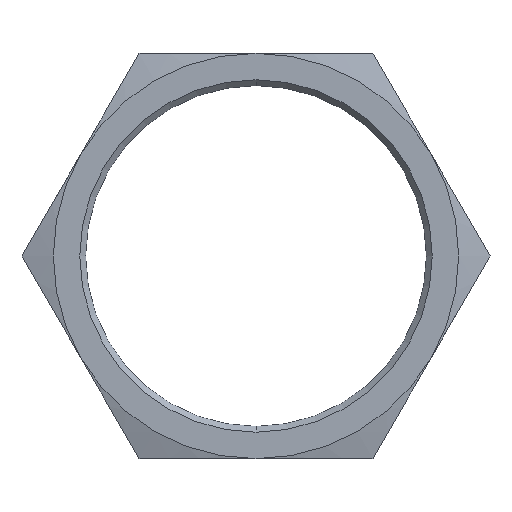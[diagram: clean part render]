
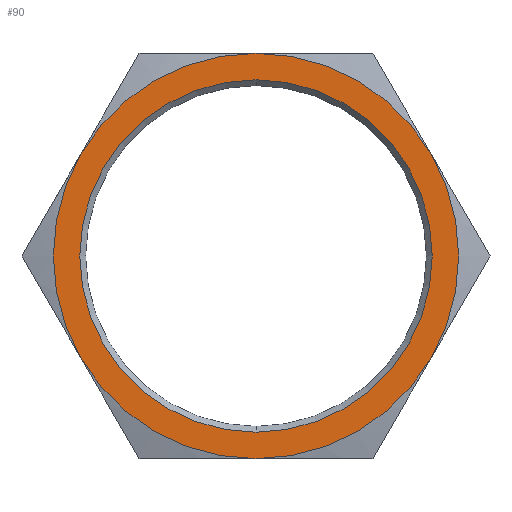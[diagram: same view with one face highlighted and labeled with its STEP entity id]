
A CAD part, left-side view. The second image highlights one B-rep face of the part: STEP entity #90.
In plain terms, the highlighted planar face has unit normal (-1, 0, 0).
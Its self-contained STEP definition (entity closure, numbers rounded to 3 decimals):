
#2 = DIRECTION ( 'NONE',  ( 0., 0., 1. ) ) ;
#4 = DIRECTION ( 'NONE',  ( 1., 0., 0. ) ) ;
#5 = CARTESIAN_POINT ( 'NONE',  ( 0., 0., 0. ) ) ;
#17 = CIRCLE ( 'NONE', #340, 20. ) ;
#19 = CIRCLE ( 'NONE', #342, 23. ) ;
#20 = CIRCLE ( 'NONE', #341, 23. ) ;
#22 = CIRCLE ( 'NONE', #343, 23. ) ;
#23 = CIRCLE ( 'NONE', #107, 23. ) ;
#24 = CIRCLE ( 'NONE', #108, 23. ) ;
#25 = CIRCLE ( 'NONE', #109, 23. ) ;
#90 = ADVANCED_FACE ( 'NONE', ( #550, #551 ), #768, .T. ) ;
#107 = AXIS2_PLACEMENT_3D ( 'NONE', #168, #169, #170 ) ;
#108 = AXIS2_PLACEMENT_3D ( 'NONE', #171, #172, #173 ) ;
#109 = AXIS2_PLACEMENT_3D ( 'NONE', #174, #175, #176 ) ;
#156 = CARTESIAN_POINT ( 'NONE',  ( 0., 0., 0. ) ) ;
#157 = DIRECTION ( 'NONE',  ( 1., 0., 0. ) ) ;
#158 = DIRECTION ( 'NONE',  ( 0., 0., 1. ) ) ;
#159 = CARTESIAN_POINT ( 'NONE',  ( 0., 0., 0. ) ) ;
#160 = DIRECTION ( 'NONE',  ( -1., 0., 0. ) ) ;
#161 = DIRECTION ( 'NONE',  ( 0., 0., 1. ) ) ;
#162 = CARTESIAN_POINT ( 'NONE',  ( 0., 0., 0. ) ) ;
#163 = DIRECTION ( 'NONE',  ( -1., 0., 0. ) ) ;
#164 = DIRECTION ( 'NONE',  ( 0., 0., 1. ) ) ;
#165 = CARTESIAN_POINT ( 'NONE',  ( 0., 0., 0. ) ) ;
#166 = DIRECTION ( 'NONE',  ( -1., 0., 0. ) ) ;
#167 = DIRECTION ( 'NONE',  ( 0., 0., 1. ) ) ;
#168 = CARTESIAN_POINT ( 'NONE',  ( 0., 0., 0. ) ) ;
#169 = DIRECTION ( 'NONE',  ( -1., 0., 0. ) ) ;
#170 = DIRECTION ( 'NONE',  ( 0., 0., 1. ) ) ;
#171 = CARTESIAN_POINT ( 'NONE',  ( 0., 0., 0. ) ) ;
#172 = DIRECTION ( 'NONE',  ( -1., 0., 0. ) ) ;
#173 = DIRECTION ( 'NONE',  ( 0., 0., 1. ) ) ;
#174 = CARTESIAN_POINT ( 'NONE',  ( 0., 0., 0. ) ) ;
#175 = DIRECTION ( 'NONE',  ( -1., 0., 0. ) ) ;
#176 = DIRECTION ( 'NONE',  ( 0., 0., 1. ) ) ;
#182 = CARTESIAN_POINT ( 'NONE',  ( 0., 19.919, 11.5 ) ) ;
#192 = CARTESIAN_POINT ( 'NONE',  ( 0., -19.919, 11.5 ) ) ;
#193 = CARTESIAN_POINT ( 'NONE',  ( 0., 0., 23. ) ) ;
#200 = CARTESIAN_POINT ( 'NONE',  ( 0., 0., -20. ) ) ;
#203 = CARTESIAN_POINT ( 'NONE',  ( 0., 19.919, -11.5 ) ) ;
#210 = CARTESIAN_POINT ( 'NONE',  ( 0., 0., 20. ) ) ;
#215 = CARTESIAN_POINT ( 'NONE',  ( 0., 0., -23. ) ) ;
#216 = CARTESIAN_POINT ( 'NONE',  ( 0., -19.919, -11.5 ) ) ;
#270 = EDGE_CURVE ( 'NONE', #457, #452, #289, .T. ) ;
#289 = CIRCLE ( 'NONE', #333, 20. ) ;
#296 = EDGE_CURVE ( 'NONE', #452, #457, #17, .T. ) ;
#297 = EDGE_CURVE ( 'NONE', #350, #352, #20, .T. ) ;
#298 = EDGE_CURVE ( 'NONE', #352, #351, #19, .T. ) ;
#299 = EDGE_CURVE ( 'NONE', #351, #448, #22, .T. ) ;
#300 = EDGE_CURVE ( 'NONE', #448, #525, #23, .T. ) ;
#301 = EDGE_CURVE ( 'NONE', #525, #542, #24, .T. ) ;
#302 = EDGE_CURVE ( 'NONE', #542, #350, #25, .T. ) ;
#318 = AXIS2_PLACEMENT_3D ( 'NONE', #767, #773, #774 ) ;
#333 = AXIS2_PLACEMENT_3D ( 'NONE', #5, #4, #2 ) ;
#340 = AXIS2_PLACEMENT_3D ( 'NONE', #156, #157, #158 ) ;
#341 = AXIS2_PLACEMENT_3D ( 'NONE', #159, #160, #161 ) ;
#342 = AXIS2_PLACEMENT_3D ( 'NONE', #162, #163, #164 ) ;
#343 = AXIS2_PLACEMENT_3D ( 'NONE', #165, #166, #167 ) ;
#350 = VERTEX_POINT ( 'NONE', #192 ) ;
#351 = VERTEX_POINT ( 'NONE', #182 ) ;
#352 = VERTEX_POINT ( 'NONE', #193 ) ;
#369 = EDGE_LOOP ( 'NONE', ( #384, #383, #511, #507, #509, #510 ) ) ;
#373 = EDGE_LOOP ( 'NONE', ( #386, #391 ) ) ;
#383 = ORIENTED_EDGE ( 'NONE', *, *, #298, .T. ) ;
#384 = ORIENTED_EDGE ( 'NONE', *, *, #297, .T. ) ;
#386 = ORIENTED_EDGE ( 'NONE', *, *, #270, .T. ) ;
#391 = ORIENTED_EDGE ( 'NONE', *, *, #296, .T. ) ;
#448 = VERTEX_POINT ( 'NONE', #203 ) ;
#452 = VERTEX_POINT ( 'NONE', #200 ) ;
#457 = VERTEX_POINT ( 'NONE', #210 ) ;
#507 = ORIENTED_EDGE ( 'NONE', *, *, #300, .T. ) ;
#509 = ORIENTED_EDGE ( 'NONE', *, *, #301, .T. ) ;
#510 = ORIENTED_EDGE ( 'NONE', *, *, #302, .T. ) ;
#511 = ORIENTED_EDGE ( 'NONE', *, *, #299, .T. ) ;
#525 = VERTEX_POINT ( 'NONE', #215 ) ;
#542 = VERTEX_POINT ( 'NONE', #216 ) ;
#550 = FACE_BOUND ( 'NONE', #373, .T. ) ;
#551 = FACE_OUTER_BOUND ( 'NONE', #369, .T. ) ;
#767 = CARTESIAN_POINT ( 'NONE',  ( 0., 13.279, -23. ) ) ;
#768 = PLANE ( 'NONE',  #318 ) ;
#773 = DIRECTION ( 'NONE',  ( -1., 0., 0. ) ) ;
#774 = DIRECTION ( 'NONE',  ( 0., 0., 1. ) ) ;
